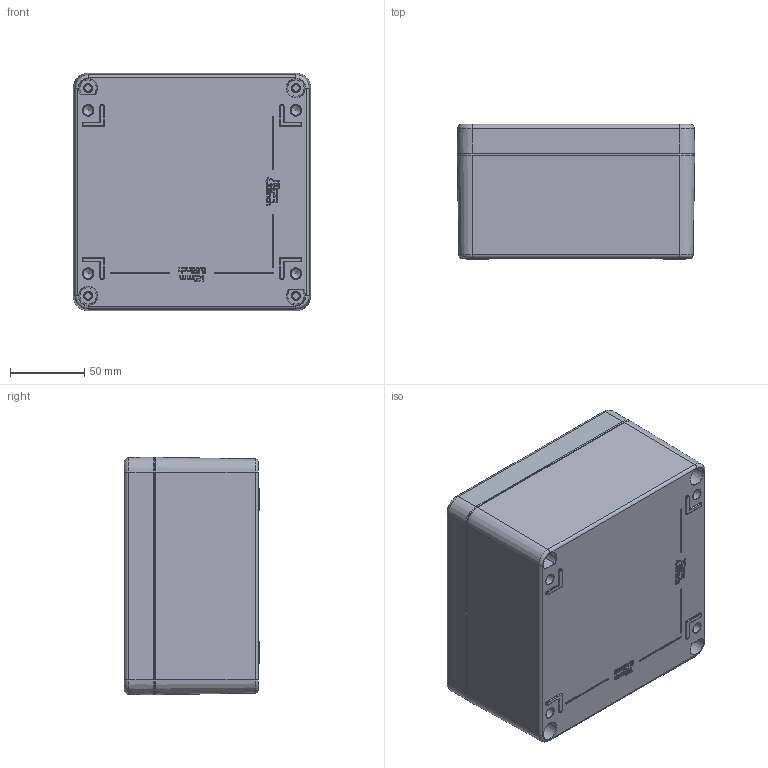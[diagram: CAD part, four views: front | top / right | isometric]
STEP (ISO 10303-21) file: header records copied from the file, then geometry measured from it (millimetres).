
FILE_DESCRIPTION( ( 'STEP AP214' ), '1' );
FILE_NAME( '15001101.stp', '2020-07-23T16:11:37', ( 'License CC BY-ND 4.0' ), ( 'CADENAS' ), ' ', 'PARTsolutions', ' ' );
FILE_SCHEMA( ( 'AUTOMOTIVE_DESIGN { 1 0 10303 214 1 1 1 1 }' ) );
Length unit declared in the file: millimetre
Products named in the file (15): 15001101; KASTEN_AL1616-9; KASTEN_AL1616-9-1; DECKEL_AL1616; SCHRAUBE_AL-GEH-M6X25; SCHRAUBE_AL-GEH-M6X25-1
Assembly tree (20 placements, depth 2):
  15001101
    KASTEN_AL1616-9
    KASTEN_AL1616-9-1
    KASTEN_AL1616-9-1
    KASTEN_AL1616-9-1
    KASTEN_AL1616-9-1
    KASTEN_AL1616-9-1
    KASTEN_AL1616-9-1
    KASTEN_AL1616-9-1
    KASTEN_AL1616-9-1
    KASTEN_AL1616-9-1
    KASTEN_AL1616-9-1
    DECKEL_AL1616
    SCHRAUBE_AL-GEH-M6X25  x4
    SCHRAUBE_AL-GEH-M6X25-1  x4
Bounding box: 160 x 91 x 160 mm (x, y, z)
Volume: 567692.2 mm3; surface area: 233352.3 mm2
Topology: 6 solids, 30 shells, 1196 faces, 3096 edges, 2021 vertices
Faces by surface type: plane 527, extrusion 222, cylinder 195, torus 127, cone 104, bspline 20, sphere 1
Full cylindrical faces by diameter (mm): 4.5 x4, 4.9 x1, 5 x14, 5.25 x4, 6 x14, 6.4 x4, 6.5 x7, 7.2 x4
Entity records: 35426 total; most frequent: CARTESIAN_POINT 9748, ORIENTED_EDGE 5268, DIRECTION 4679, EDGE_CURVE 2674, VERTEX_POINT 1801, VECTOR 1703, AXIS2_PLACEMENT_3D 1488, LINE 1481
